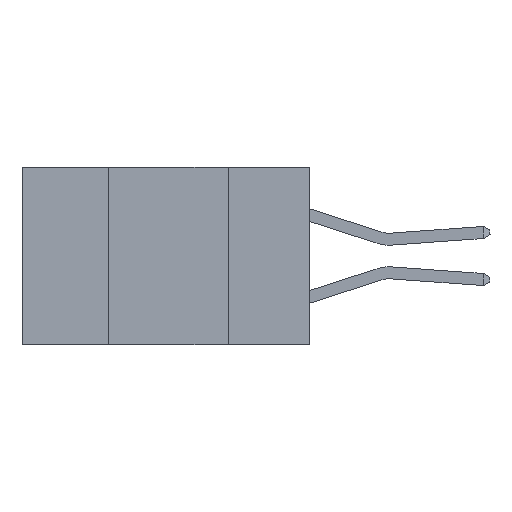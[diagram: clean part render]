
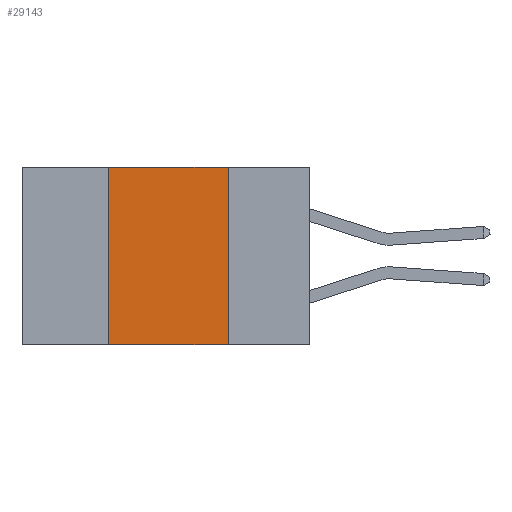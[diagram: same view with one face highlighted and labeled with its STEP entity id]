
A CAD part, left-side view. The second image highlights one B-rep face of the part: STEP entity #29143.
In plain terms, the highlighted planar face has unit normal (-1, 0, 0).
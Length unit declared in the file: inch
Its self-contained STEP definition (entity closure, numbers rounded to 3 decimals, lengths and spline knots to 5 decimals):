
#102 = VERTEX_POINT ( 'NONE', #24221 ) ;
#1281 = CARTESIAN_POINT ( 'NONE',  ( 0., 0.6, -0.37 ) ) ;
#1857 = CARTESIAN_POINT ( 'NONE',  ( 0., 0.6, 0. ) ) ;
#3029 = CARTESIAN_POINT ( 'NONE',  ( 0., 0.42, 0. ) ) ;
#3679 = DIRECTION ( 'NONE',  ( 0., -1., 0. ) ) ;
#3869 = VERTEX_POINT ( 'NONE', #24973 ) ;
#5755 = CARTESIAN_POINT ( 'NONE',  ( 0., 0.42, -0.37 ) ) ;
#5858 = VECTOR ( 'NONE', #15935, 39.37008 ) ;
#6256 = AXIS2_PLACEMENT_3D ( 'NONE', #17491, #12971, #29000 ) ;
#6377 = ORIENTED_EDGE ( 'NONE', *, *, #18761, .F. ) ;
#6574 = LINE ( 'NONE', #1857, #5858 ) ;
#6646 = LINE ( 'NONE', #17061, #11461 ) ;
#8413 = FACE_OUTER_BOUND ( 'NONE', #8941, .T. ) ;
#8941 = EDGE_LOOP ( 'NONE', ( #6377, #14075, #20917, #28813 ) ) ;
#10210 = DIRECTION ( 'NONE',  ( 0., 0., 1. ) ) ;
#10637 = PLANE ( 'NONE',  #6256 ) ;
#11461 = VECTOR ( 'NONE', #19386, 39.37008 ) ;
#11715 = LINE ( 'NONE', #3029, #23201 ) ;
#12971 = DIRECTION ( 'NONE',  ( 1., 0., 0. ) ) ;
#14075 = ORIENTED_EDGE ( 'NONE', *, *, #28531, .F. ) ;
#15935 = DIRECTION ( 'NONE',  ( 0., -1., 0. ) ) ;
#17061 = CARTESIAN_POINT ( 'NONE',  ( 0., 0.17, 0. ) ) ;
#17193 = LINE ( 'NONE', #1281, #22569 ) ;
#17491 = CARTESIAN_POINT ( 'NONE',  ( 0., 0.6, 0. ) ) ;
#18761 = EDGE_CURVE ( 'NONE', #28387, #3869, #6646, .T. ) ;
#19386 = DIRECTION ( 'NONE',  ( 0., 0., -1. ) ) ;
#20310 = EDGE_CURVE ( 'NONE', #20399, #102, #11715, .T. ) ;
#20399 = VERTEX_POINT ( 'NONE', #5755 ) ;
#20917 = ORIENTED_EDGE ( 'NONE', *, *, #20310, .F. ) ;
#21853 = EDGE_CURVE ( 'NONE', #20399, #3869, #17193, .T. ) ;
#22461 = CARTESIAN_POINT ( 'NONE',  ( 0., 0.17, 0. ) ) ;
#22569 = VECTOR ( 'NONE', #3679, 39.37008 ) ;
#23201 = VECTOR ( 'NONE', #10210, 39.37008 ) ;
#24221 = CARTESIAN_POINT ( 'NONE',  ( 0., 0.42, 0. ) ) ;
#24973 = CARTESIAN_POINT ( 'NONE',  ( 0., 0.17, -0.37 ) ) ;
#28387 = VERTEX_POINT ( 'NONE', #22461 ) ;
#28531 = EDGE_CURVE ( 'NONE', #102, #28387, #6574, .T. ) ;
#28813 = ORIENTED_EDGE ( 'NONE', *, *, #21853, .T. ) ;
#29000 = DIRECTION ( 'NONE',  ( 0., 0., -1. ) ) ;
#29143 = ADVANCED_FACE ( 'NONE', ( #8413 ), #10637, .F. ) ;
